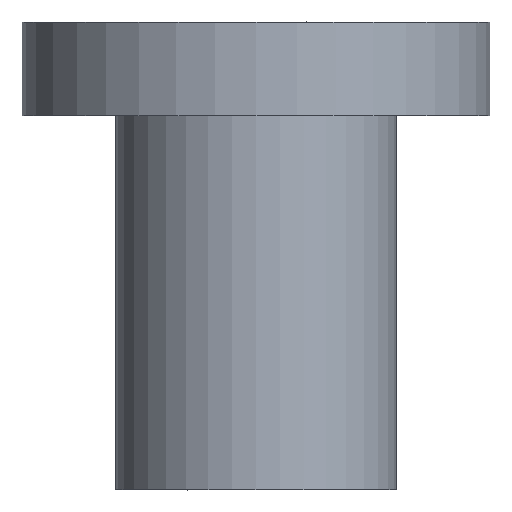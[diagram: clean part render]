
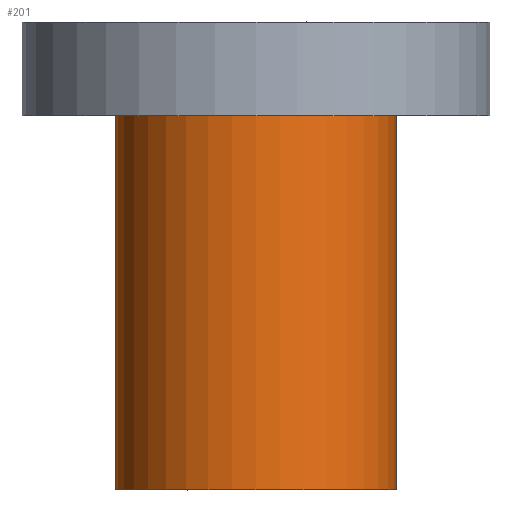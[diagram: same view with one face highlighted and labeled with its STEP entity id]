
A CAD part, front view. The second image highlights one B-rep face of the part: STEP entity #201.
In plain terms, the highlighted cylindrical face has radius 3 mm (diameter 6 mm), a partial arc.
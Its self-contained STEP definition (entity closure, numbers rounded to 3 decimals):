
#18=CIRCLE('',#225,3.);
#19=CIRCLE('',#226,3.);
#26=CYLINDRICAL_SURFACE('',#224,3.);
#33=LINE('',#601,#49);
#34=LINE('',#607,#50);
#49=VECTOR('',#249,10.);
#50=VECTOR('',#256,10.);
#71=FACE_OUTER_BOUND('',#83,.T.);
#83=EDGE_LOOP('',(#152,#153,#154,#155));
#102=VERTEX_POINT('',#595);
#104=VERTEX_POINT('',#599);
#105=VERTEX_POINT('',#603);
#106=VERTEX_POINT('',#605);
#123=EDGE_CURVE('',#102,#104,#33,.T.);
#124=EDGE_CURVE('',#102,#105,#18,.T.);
#125=EDGE_CURVE('',#106,#104,#19,.T.);
#126=EDGE_CURVE('',#105,#106,#34,.T.);
#152=ORIENTED_EDGE('',*,*,#124,.F.);
#153=ORIENTED_EDGE('',*,*,#123,.T.);
#154=ORIENTED_EDGE('',*,*,#125,.F.);
#155=ORIENTED_EDGE('',*,*,#126,.F.);
#201=ADVANCED_FACE('',(#71),#26,.T.);
#224=AXIS2_PLACEMENT_3D('',#602,#250,#251);
#225=AXIS2_PLACEMENT_3D('',#604,#252,#253);
#226=AXIS2_PLACEMENT_3D('',#606,#254,#255);
#249=DIRECTION('',(0.,0.,-1.));
#250=DIRECTION('center_axis',(0.,0.,-1.));
#251=DIRECTION('ref_axis',(-1.,0.,0.));
#252=DIRECTION('center_axis',(0.,0.,
1.));
#253=DIRECTION('ref_axis',(-1.,0.,0.));
#254=DIRECTION('center_axis',(0.,0.,
-1.));
#255=DIRECTION('ref_axis',(-1.,0.,0.));
#256=DIRECTION('',(0.,0.,-1.));
#595=CARTESIAN_POINT('',(-186.,382.,56.5));
#599=CARTESIAN_POINT('',(-186.,382.,48.5));
#601=CARTESIAN_POINT('',(-186.,382.,56.5));
#602=CARTESIAN_POINT('Origin',(-183.,382.,56.5));
#603=CARTESIAN_POINT('',(-180.,382.,56.5));
#604=CARTESIAN_POINT('Origin',(-183.,382.,56.5));
#605=CARTESIAN_POINT('',(-180.,382.,48.5));
#606=CARTESIAN_POINT('Origin',(-183.,382.,48.5));
#607=CARTESIAN_POINT('',(-180.,382.,56.5));
